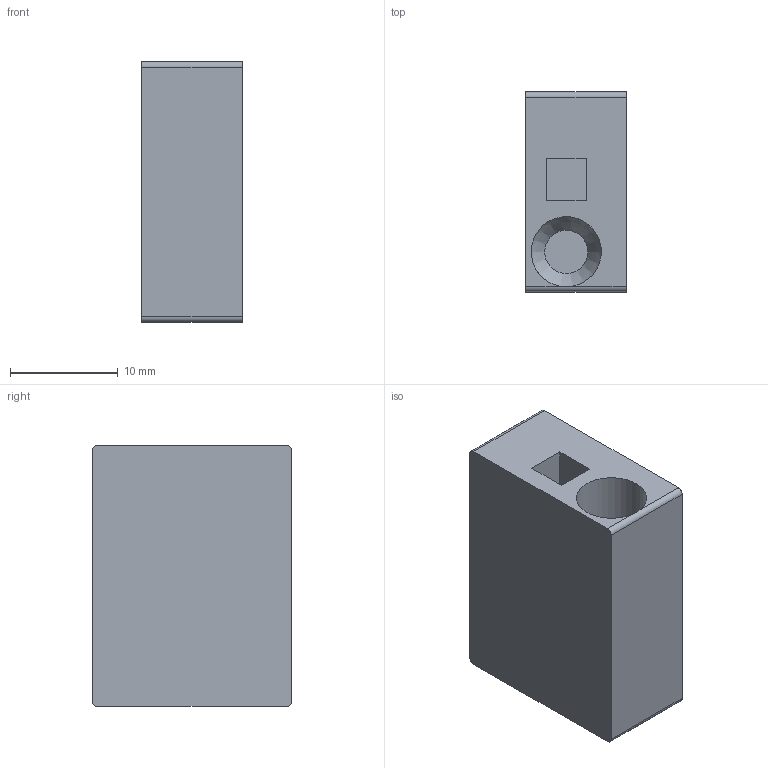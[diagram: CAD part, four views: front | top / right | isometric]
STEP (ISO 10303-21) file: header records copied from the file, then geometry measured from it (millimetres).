
FILE_DESCRIPTION(/* description */ ('model of PhoenixContact_SPT_5_1-V-7.5_1x01_P7.5_Vertical_1719309'),/* implementation_level */ '2;1');
FILE_NAME(/* name */ 'PhoenixContact_SPT_5_1-V-7.5_1x01_P7.5_Vertical_1719309.step',/* time_stamp */ '2020-09-21T11:45:36',/* author */ ('Joel',''),/* organization */ (''),/* preprocessor_version */ '',/* originating_system */ '',/* authorisation */ '');
FILE_SCHEMA(('AUTOMOTIVE_DESIGN { 1 0 10303 214 1 1 1 1 }'));
Length unit declared in the file: millimetre
Products named in the file (1): Shape0_16826704204785425
Bounding box: 9.3 x 18.5 x 24.15 mm (x, y, z)
Volume: 3832.1 mm3; surface area: 1905 mm2
Topology: 1 solids, 1 shells, 18 faces, 44 edges, 29 vertices
Faces by surface type: plane 12, cylinder 5, cone 1
Full cylindrical faces by diameter (mm): 6.5 x1
Entity records: 1170 total; most frequent: CARTESIAN_POINT 249, DIRECTION 173, LINE 106, VECTOR 106, ORIENTED_EDGE 88, PCURVE 88, DEFINITIONAL_REPRESENTATION 88, EDGE_CURVE 44
